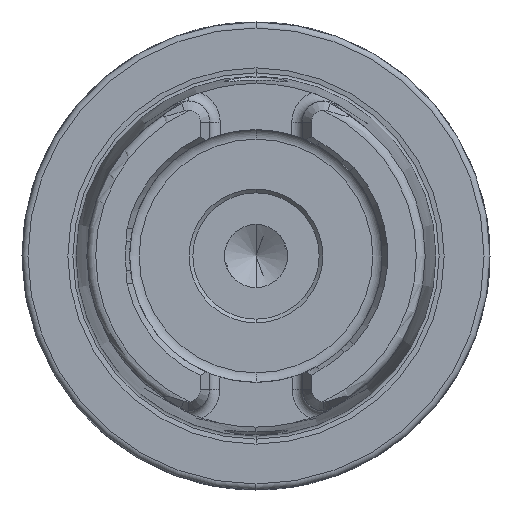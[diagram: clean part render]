
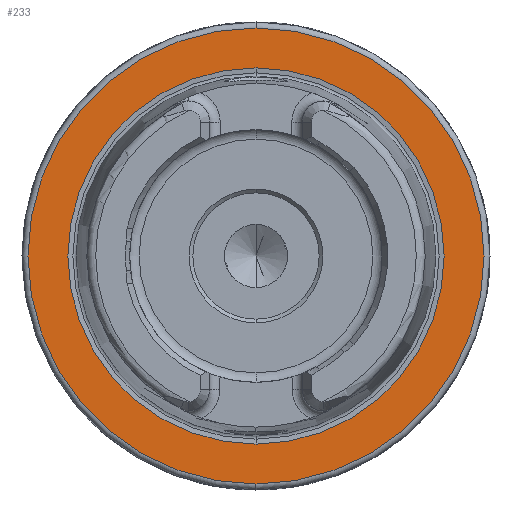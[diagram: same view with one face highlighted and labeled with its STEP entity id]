
A CAD part, left-side view. The second image highlights one B-rep face of the part: STEP entity #233.
In plain terms, the highlighted planar face has unit normal (-1, 0, 0).
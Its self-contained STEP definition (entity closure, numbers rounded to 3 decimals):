
#233 = ADVANCED_FACE ( 'NONE', ( #4565, #4569 ), #5527, .F. ) ;
#1592 = EDGE_CURVE ( 'NONE', #4018, #4017, #7417, .T. ) ;
#1650 = EDGE_CURVE ( 'NONE', #4041, #4035, #7467, .T. ) ;
#2084 = EDGE_CURVE ( 'NONE', #4035, #4041, #7936, .T. ) ;
#2088 = EDGE_CURVE ( 'NONE', #4017, #4018, #7945, .T. ) ;
#2449 = AXIS2_PLACEMENT_3D ( 'NONE', #5526, #5532, #5533 ) ;
#2935 = ORIENTED_EDGE ( 'NONE', *, *, #1650, .F. ) ;
#2936 = ORIENTED_EDGE ( 'NONE', *, *, #2084, .F. ) ;
#2937 = ORIENTED_EDGE ( 'NONE', *, *, #2088, .T. ) ;
#2938 = ORIENTED_EDGE ( 'NONE', *, *, #1592, .T. ) ;
#3677 = EDGE_LOOP ( 'NONE', ( #2935, #2936 ) ) ;
#3683 = EDGE_LOOP ( 'NONE', ( #2937, #2938 ) ) ;
#4017 = VERTEX_POINT ( 'NONE', #11959 ) ;
#4018 = VERTEX_POINT ( 'NONE', #11960 ) ;
#4035 = VERTEX_POINT ( 'NONE', #11978 ) ;
#4041 = VERTEX_POINT ( 'NONE', #11984 ) ;
#4565 = FACE_BOUND ( 'NONE', #3677, .T. ) ;
#4569 = FACE_OUTER_BOUND ( 'NONE', #3683, .T. ) ;
#5526 = CARTESIAN_POINT ( 'NONE',  ( 0., 30.7, 0. ) ) ;
#5527 = PLANE ( 'NONE',  #2449 ) ;
#5532 = DIRECTION ( 'NONE',  ( 1., 0., 0. ) ) ;
#5533 = DIRECTION ( 'NONE',  ( 0., 0., -1. ) ) ;
#5816 = AXIS2_PLACEMENT_3D ( 'NONE', #8555, #8556, #8557 ) ;
#5837 = AXIS2_PLACEMENT_3D ( 'NONE', #8822, #8823, #8824 ) ;
#5997 = AXIS2_PLACEMENT_3D ( 'NONE', #10753, #10754, #10755 ) ;
#6000 = AXIS2_PLACEMENT_3D ( 'NONE', #10762, #10763, #10764 ) ;
#7417 = CIRCLE ( 'NONE', #5816, 30.7 ) ;
#7467 = CIRCLE ( 'NONE', #5837, 25.324 ) ;
#7936 = CIRCLE ( 'NONE', #5997, 25.324 ) ;
#7945 = CIRCLE ( 'NONE', #6000, 30.7 ) ;
#8555 = CARTESIAN_POINT ( 'NONE',  ( 0., 0., 0. ) ) ;
#8556 = DIRECTION ( 'NONE',  ( -1., 0., 0. ) ) ;
#8557 = DIRECTION ( 'NONE',  ( 0., 0., 1. ) ) ;
#8822 = CARTESIAN_POINT ( 'NONE',  ( 0., 0., 0. ) ) ;
#8823 = DIRECTION ( 'NONE',  ( -1., 0., 0. ) ) ;
#8824 = DIRECTION ( 'NONE',  ( 0., 0., 1. ) ) ;
#10753 = CARTESIAN_POINT ( 'NONE',  ( 0., 0., 0. ) ) ;
#10754 = DIRECTION ( 'NONE',  ( -1., 0., 0. ) ) ;
#10755 = DIRECTION ( 'NONE',  ( 0., 0., 1. ) ) ;
#10762 = CARTESIAN_POINT ( 'NONE',  ( 0., 0., 0. ) ) ;
#10763 = DIRECTION ( 'NONE',  ( -1., 0., 0. ) ) ;
#10764 = DIRECTION ( 'NONE',  ( 0., 0., 1. ) ) ;
#11959 = CARTESIAN_POINT ( 'NONE',  ( 0., 0., 30.7 ) ) ;
#11960 = CARTESIAN_POINT ( 'NONE',  ( 0., 0., -30.7 ) ) ;
#11978 = CARTESIAN_POINT ( 'NONE',  ( 0., 0., -25.324 ) ) ;
#11984 = CARTESIAN_POINT ( 'NONE',  ( 0., 0., 25.324 ) ) ;
